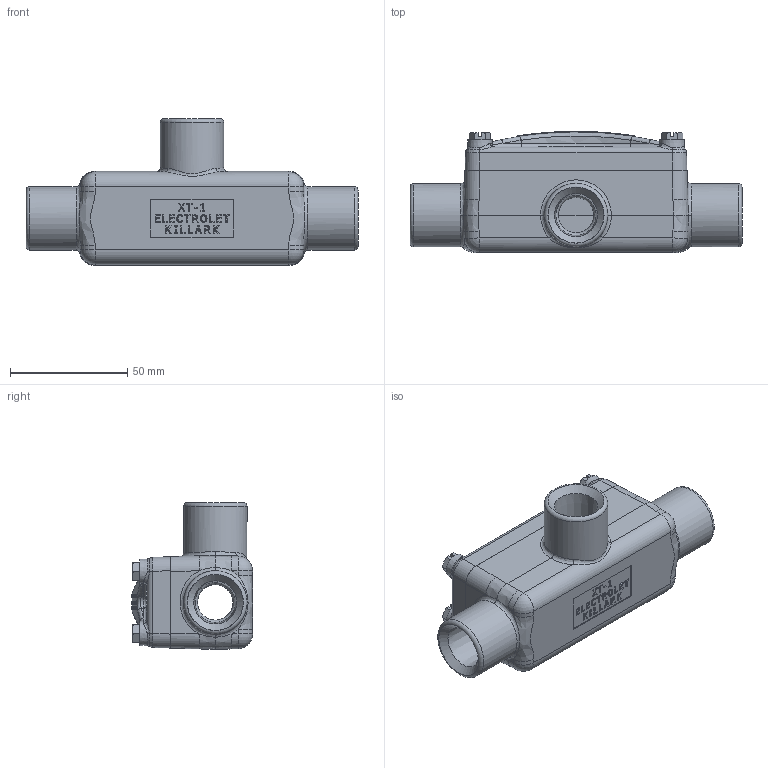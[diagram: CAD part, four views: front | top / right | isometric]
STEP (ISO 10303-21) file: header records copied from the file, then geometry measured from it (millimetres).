
FILE_DESCRIPTION(/* description */ (''),/* implementation_level */ '2;1');
FILE_NAME(/* name */ 'KIL_XT-1.stp',/* time_stamp */ '2021-03-24T12:26:36+06:00',/* author */ ('lsugumaran'),/* organization */ (''),/* preprocessor_version */ 'ST-DEVELOPER v18',/* originating_system */ 'Autodesk Inventor 2020',/* authorisation */ '');
FILE_SCHEMA (('AUTOMOTIVE_DESIGN { 1 0 10303 214 3 1 1 }'));
Length unit declared in the file: inch
Products named in the file (4): XT-1; 10305-2; 0248900M; ANSI B18.6.3 - 10-24x0.875, SHHMSI
Assembly tree (6 placements, depth 2):
  XT-1
    10305-2
    0248900M
    ANSI B18.6.3 - 10-24x0.875, SHHMSI  x4
Bounding box: 141.29 x 51.58 x 62.45 mm (x, y, z)
Volume: 104372.7 mm3; surface area: 49666.2 mm2
Topology: 6 solids, 6 shells, 4585 faces, 12353 edges, 8170 vertices
Faces by surface type: plane 2456, bspline 1724, cylinder 277, cone 88, torus 24, sphere 16
Full cylindrical faces by diameter (mm): 1.181 x1, 1.41 x1, 3.962 x4, 4.826 x4, 10.35 x1, 12.7 x1, 15.113 x3, 26.987 x3
Entity records: 194794 total; most frequent: CARTESIAN_POINT 92346, ORIENTED_EDGE 24384, DIRECTION 15500, EDGE_CURVE 12192, VERTEX_POINT 8071, LINE 6698, VECTOR 6698, EDGE_LOOP 4931
